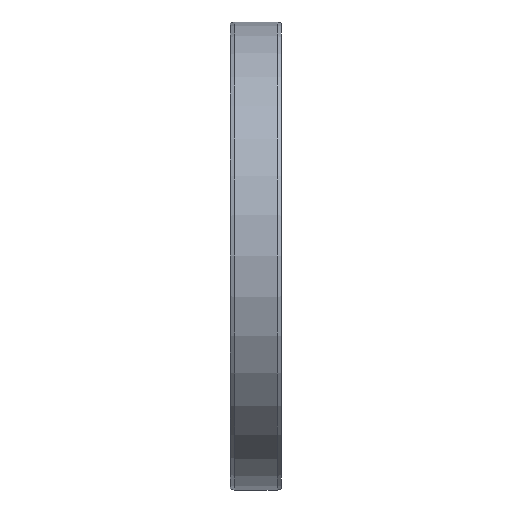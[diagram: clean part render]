
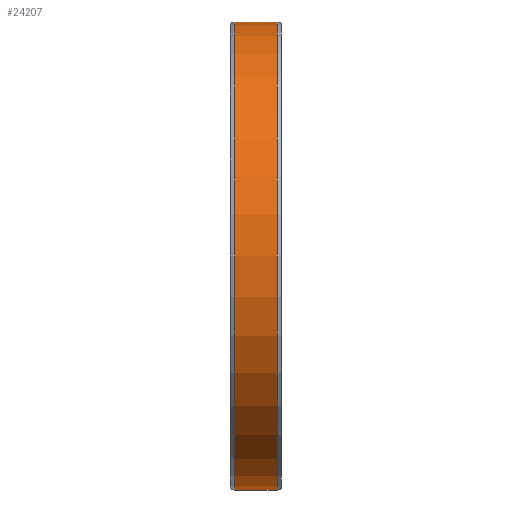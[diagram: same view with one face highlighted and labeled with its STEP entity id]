
A CAD part, left-side view. The second image highlights one B-rep face of the part: STEP entity #24207.
In plain terms, the highlighted cylindrical face has radius 55 mm (diameter 110 mm), a partial arc.
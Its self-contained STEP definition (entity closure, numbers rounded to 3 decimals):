
#23326=CARTESIAN_POINT('',(0.,5.,0.));
#23327=DIRECTION('',(0.,1.,0.));
#23328=DIRECTION('',(0.,0.,-1.));
#23329=AXIS2_PLACEMENT_3D('',#23326,#23327,#23328);
#23356=DIRECTION('',(0.,1.,0.));
#23357=VECTOR('',#23356,10.);
#23358=CARTESIAN_POINT('',(0.,-5.,-55.));
#23359=LINE('',#23358,#23357);
#23371=DIRECTION('',(0.,1.,0.));
#23372=VECTOR('',#23371,10.);
#23373=CARTESIAN_POINT('',(0.,-5.,55.));
#23374=LINE('',#23373,#23372);
#23378=CARTESIAN_POINT('',(0.,-5.,0.));
#23379=DIRECTION('',(0.,1.,0.));
#23380=DIRECTION('',(0.,0.,-1.));
#23381=AXIS2_PLACEMENT_3D('',#23378,#23379,#23380);
#23809=CARTESIAN_POINT('',(0.,-5.,-55.));
#23811=VERTEX_POINT('',#23809);
#23812=CARTESIAN_POINT('',(0.,5.,-55.));
#23813=VERTEX_POINT('',#23812);
#23827=CARTESIAN_POINT('',(0.,-5.,55.));
#23829=VERTEX_POINT('',#23827);
#23830=CARTESIAN_POINT('',(0.,5.,55.));
#23831=VERTEX_POINT('',#23830);
#24196=CARTESIAN_POINT('',(0.,-6.6,0.));
#24197=DIRECTION('',(0.,1.,0.));
#24198=DIRECTION('',(0.,0.,-1.));
#24199=AXIS2_PLACEMENT_3D('',#24196,#24197,#24198);
#24200=CYLINDRICAL_SURFACE('',#24199,55.);
#24201=ORIENTED_EDGE('',*,*,#24187,.T.);
#24202=ORIENTED_EDGE('',*,*,#24164,.T.);
#24203=ORIENTED_EDGE('',*,*,#24190,.F.);
#24204=ORIENTED_EDGE('',*,*,#23882,.F.);
#24205=EDGE_LOOP('',(#24201,#24202,#24203,#24204));
#24206=FACE_OUTER_BOUND('',#24205,.F.);
#23330=CIRCLE('',#23329,55.);
#23382=CIRCLE('',#23381,55.);
#23882=EDGE_CURVE('',#23811,#23829,#23382,.T.);
#24164=EDGE_CURVE('',#23813,#23831,#23330,.T.);
#24187=EDGE_CURVE('',#23811,#23813,#23359,.T.);
#24190=EDGE_CURVE('',#23829,#23831,#23374,.T.);
#24207=ADVANCED_FACE('',(#24206),#24200,.T.);
